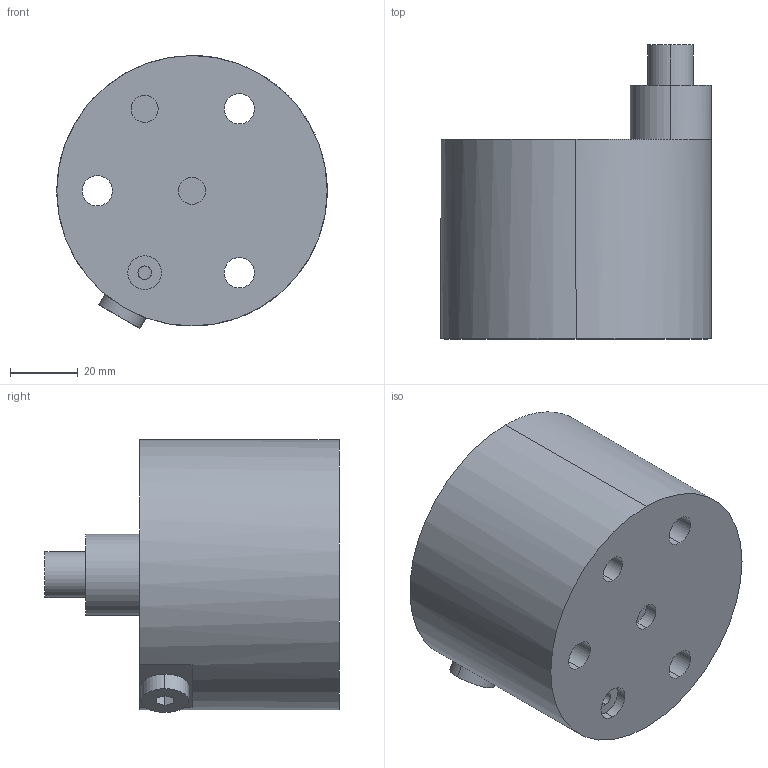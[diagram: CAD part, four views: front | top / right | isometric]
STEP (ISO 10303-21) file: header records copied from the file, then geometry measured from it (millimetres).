
FILE_DESCRIPTION((''),'2;1');
FILE_NAME('ILCM41572114','2006-06-14T',('KR'),(''),'PRO/ENGINEER BY PARAMETRIC TECHNOLOGY CORPORATION, 2004290','PRO/ENGINEER BY PARAMETRIC TECHNOLOGY CORPORATION, 2004290','');
FILE_SCHEMA(('AUTOMOTIVE_DESIGN_CC2 { 1 2 10303 214 -1 1 5 2 }'));
Length unit declared in the file: millimetre
Products named in the file (1): ILCM41572114
Bounding box: 80 x 87 x 80.74 mm (x, y, z)
Volume: 289703.9 mm3; surface area: 33311.6 mm2
Topology: 1 solids, 1 shells, 54 faces, 120 edges, 79 vertices
Faces by surface type: cylinder 30, plane 22, cone 2
Entity records: 2045 total; most frequent: DIRECTION 290, CARTESIAN_POINT 277, ORIENTED_EDGE 240, PRESENTATION_STYLE_ASSIGNMENT 121, STYLED_ITEM 121, CURVE_STYLE 120, EDGE_CURVE 120, AXIS2_PLACEMENT_3D 118
